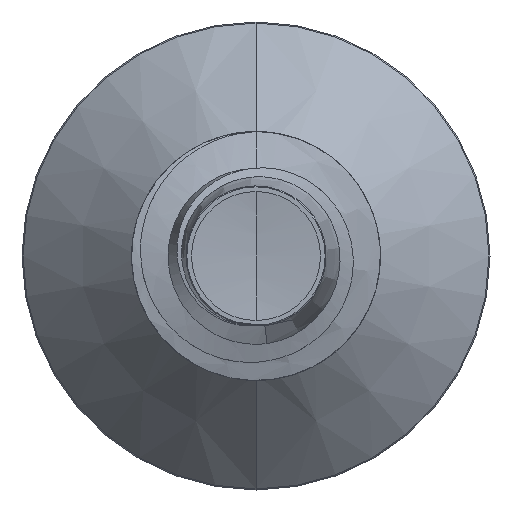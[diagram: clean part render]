
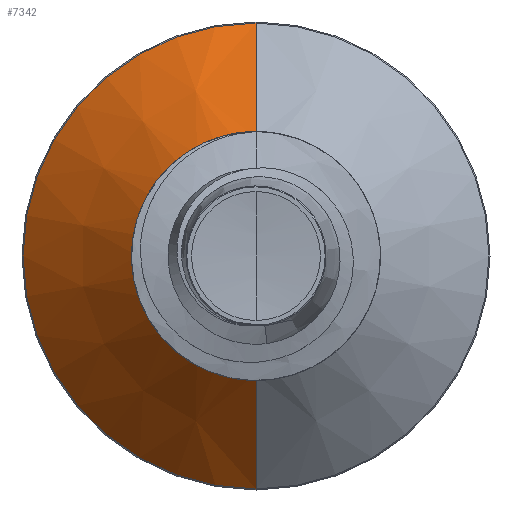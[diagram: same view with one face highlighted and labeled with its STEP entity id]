
A CAD part, front view. The second image highlights one B-rep face of the part: STEP entity #7342.
In plain terms, the highlighted conical face has half-angle 45 degrees and reference radius 1.189 mm.
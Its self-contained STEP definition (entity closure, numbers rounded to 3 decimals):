
#267 = CIRCLE ( 'NONE', #2383, 2.339 ) ;
#293 = CARTESIAN_POINT ( 'NONE',  ( 0., 7.289, 0. ) ) ;
#453 = CARTESIAN_POINT ( 'NONE',  ( 0., 8.439, -2.339 ) ) ;
#706 = DIRECTION ( 'NONE',  ( 0., 0.707, 0.707 ) ) ;
#770 = CARTESIAN_POINT ( 'NONE',  ( 0., 7.289, 1.189 ) ) ;
#1138 = ORIENTED_EDGE ( 'NONE', *, *, #1259, .T. ) ;
#1259 = EDGE_CURVE ( 'NONE', #1307, #13463, #7880, .T. ) ;
#1307 = VERTEX_POINT ( 'NONE', #10430 ) ;
#1415 = ORIENTED_EDGE ( 'NONE', *, *, #13548, .T. ) ;
#1779 = CARTESIAN_POINT ( 'NONE',  ( 0., 7.289, 1.189 ) ) ;
#2383 = AXIS2_PLACEMENT_3D ( 'NONE', #6214, #6212, #6141 ) ;
#2773 = VERTEX_POINT ( 'NONE', #453 ) ;
#3124 = EDGE_CURVE ( 'NONE', #1307, #2773, #8133, .T. ) ;
#4999 = DIRECTION ( 'NONE',  ( 0., 0., 1. ) ) ;
#6141 = DIRECTION ( 'NONE',  ( 0., 0., 1. ) ) ;
#6212 = DIRECTION ( 'NONE',  ( 0., 1., 0. ) ) ;
#6214 = CARTESIAN_POINT ( 'NONE',  ( 0., 8.439, 0. ) ) ;
#6683 = ORIENTED_EDGE ( 'NONE', *, *, #3124, .F. ) ;
#6855 = CARTESIAN_POINT ( 'NONE',  ( 0., 8.439, 2.339 ) ) ;
#7296 = ORIENTED_EDGE ( 'NONE', *, *, #13998, .F. ) ;
#7342 = ADVANCED_FACE ( 'NONE', ( #9518 ), #12806, .T. ) ;
#7653 = VECTOR ( 'NONE', #11873, 1000. ) ;
#7871 = DIRECTION ( 'NONE',  ( 0., 0., 1. ) ) ;
#7880 = CIRCLE ( 'NONE', #16442, 1.189 ) ;
#8016 = AXIS2_PLACEMENT_3D ( 'NONE', #293, #13199, #4999 ) ;
#8133 = LINE ( 'NONE', #12094, #7653 ) ;
#8294 = DIRECTION ( 'NONE',  ( 0., 1., 0. ) ) ;
#8316 = CARTESIAN_POINT ( 'NONE',  ( 0., 7.289, 0. ) ) ;
#9518 = FACE_OUTER_BOUND ( 'NONE', #14462, .T. ) ;
#9941 = LINE ( 'NONE', #770, #16210 ) ;
#10430 = CARTESIAN_POINT ( 'NONE',  ( 0., 7.289, -1.189 ) ) ;
#11873 = DIRECTION ( 'NONE',  ( 0., 0.707, -0.707 ) ) ;
#12094 = CARTESIAN_POINT ( 'NONE',  ( 0., 7.289, -1.189 ) ) ;
#12806 = CONICAL_SURFACE ( 'NONE', #8016, 1.189, 0.785 ) ;
#13199 = DIRECTION ( 'NONE',  ( 0., 1., 0. ) ) ;
#13463 = VERTEX_POINT ( 'NONE', #1779 ) ;
#13548 = EDGE_CURVE ( 'NONE', #13463, #15271, #9941, .T. ) ;
#13998 = EDGE_CURVE ( 'NONE', #2773, #15271, #267, .T. ) ;
#14462 = EDGE_LOOP ( 'NONE', ( #6683, #1138, #1415, #7296 ) ) ;
#15271 = VERTEX_POINT ( 'NONE', #6855 ) ;
#16210 = VECTOR ( 'NONE', #706, 1000. ) ;
#16442 = AXIS2_PLACEMENT_3D ( 'NONE', #8316, #8294, #7871 ) ;
